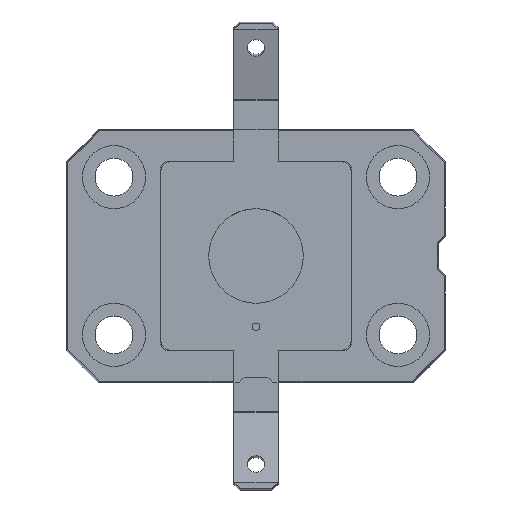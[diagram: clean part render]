
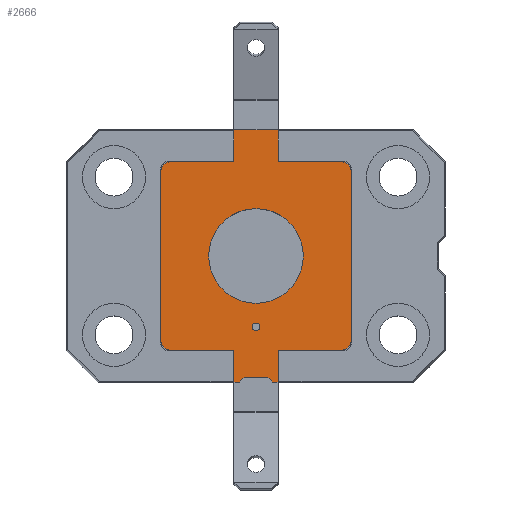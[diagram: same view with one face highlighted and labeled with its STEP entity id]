
A CAD part, top view. The second image highlights one B-rep face of the part: STEP entity #2666.
In plain terms, the highlighted planar face has unit normal (0, 0, 1).
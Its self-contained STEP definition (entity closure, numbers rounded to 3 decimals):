
#20=FACE_BOUND('',#348,.T.);
#21=FACE_BOUND('',#349,.T.);
#81=CIRCLE('',#2798,0.7);
#84=CIRCLE('',#2802,0.7);
#85=CIRCLE('',#2805,0.7);
#93=CIRCLE('',#2815,0.25);
#95=CIRCLE('',#2819,3.);
#98=CIRCLE('',#2825,0.7);
#211=FACE_OUTER_BOUND('',#347,.T.);
#347=EDGE_LOOP('',(#1778,#1779,#1780,#1781,#1782,#1783,#1784,#1785,#1786,
#1787,#1788,#1789,#1790,#1791,#1792,#1793,#1794,#1795,#1796,#1797,#1798,
#1799,#1800,#1801));
#348=EDGE_LOOP('',(#1802));
#349=EDGE_LOOP('',(#1803));
#503=LINE('',#3869,#776);
#509=LINE('',#3888,#782);
#512=LINE('',#3895,#785);
#513=LINE('',#3897,#786);
#514=LINE('',#3898,#787);
#517=LINE('',#3904,#790);
#520=LINE('',#3911,#793);
#521=LINE('',#3913,#794);
#522=LINE('',#3914,#795);
#525=LINE('',#3919,#798);
#528=LINE('',#3924,#801);
#531=LINE('',#3930,#804);
#534=LINE('',#3936,#807);
#537=LINE('',#3942,#810);
#540=LINE('',#3948,#813);
#543=LINE('',#3954,#816);
#546=LINE('',#3960,#819);
#547=LINE('',#3962,#820);
#549=LINE('',#3966,#822);
#550=LINE('',#3967,#823);
#776=VECTOR('',#3109,10.);
#782=VECTOR('',#3123,10.);
#785=VECTOR('',#3128,10.);
#786=VECTOR('',#3129,10.);
#787=VECTOR('',#3130,10.);
#790=VECTOR('',#3135,10.);
#793=VECTOR('',#3140,10.);
#794=VECTOR('',#3141,10.);
#795=VECTOR('',#3142,10.);
#798=VECTOR('',#3147,10.);
#801=VECTOR('',#3152,10.);
#804=VECTOR('',#3157,10.);
#807=VECTOR('',#3162,10.);
#810=VECTOR('',#3167,10.);
#813=VECTOR('',#3172,10.);
#816=VECTOR('',#3177,10.);
#819=VECTOR('',#3182,10.);
#820=VECTOR('',#3185,10.);
#822=VECTOR('',#3191,10.);
#823=VECTOR('',#3192,10.);
#1030=VERTEX_POINT('',#3784);
#1031=VERTEX_POINT('',#3788);
#1034=VERTEX_POINT('',#3795);
#1037=VERTEX_POINT('',#3803);
#1040=VERTEX_POINT('',#3813);
#1041=VERTEX_POINT('',#3817);
#1055=VERTEX_POINT('',#3848);
#1057=VERTEX_POINT('',#3855);
#1061=VERTEX_POINT('',#3868);
#1062=VERTEX_POINT('',#3872);
#1064=VERTEX_POINT('',#3878);
#1067=VERTEX_POINT('',#3886);
#1069=VERTEX_POINT('',#3892);
#1070=VERTEX_POINT('',#3894);
#1071=VERTEX_POINT('',#3896);
#1073=VERTEX_POINT('',#3902);
#1075=VERTEX_POINT('',#3908);
#1076=VERTEX_POINT('',#3910);
#1077=VERTEX_POINT('',#3912);
#1079=VERTEX_POINT('',#3922);
#1081=VERTEX_POINT('',#3928);
#1083=VERTEX_POINT('',#3934);
#1085=VERTEX_POINT('',#3940);
#1087=VERTEX_POINT('',#3946);
#1089=VERTEX_POINT('',#3952);
#1091=VERTEX_POINT('',#3958);
#1277=EDGE_CURVE('',#1030,#1031,#81,.T.);
#1284=EDGE_CURVE('',#1037,#1034,#84,.T.);
#1289=EDGE_CURVE('',#1040,#1041,#85,.T.);
#1304=EDGE_CURVE('',#1055,#1055,#93,.T.);
#1307=EDGE_CURVE('',#1057,#1057,#95,.T.);
#1314=EDGE_CURVE('',#1031,#1061,#503,.T.);
#1319=EDGE_CURVE('',#1064,#1062,#98,.T.);
#1323=EDGE_CURVE('',#1067,#1064,#509,.T.);
#1326=EDGE_CURVE('',#1069,#1070,#512,.T.);
#1327=EDGE_CURVE('',#1070,#1071,#513,.T.);
#1328=EDGE_CURVE('',#1071,#1067,#514,.T.);
#1331=EDGE_CURVE('',#1073,#1069,#517,.T.);
#1334=EDGE_CURVE('',#1075,#1076,#520,.T.);
#1335=EDGE_CURVE('',#1076,#1077,#521,.T.);
#1336=EDGE_CURVE('',#1077,#1073,#522,.T.);
#1339=EDGE_CURVE('',#1041,#1075,#525,.T.);
#1342=EDGE_CURVE('',#1079,#1037,#528,.T.);
#1345=EDGE_CURVE('',#1081,#1079,#531,.T.);
#1348=EDGE_CURVE('',#1083,#1081,#534,.T.);
#1351=EDGE_CURVE('',#1085,#1083,#537,.T.);
#1354=EDGE_CURVE('',#1087,#1085,#540,.T.);
#1357=EDGE_CURVE('',#1089,#1087,#543,.T.);
#1360=EDGE_CURVE('',#1091,#1089,#546,.T.);
#1361=EDGE_CURVE('',#1061,#1091,#547,.T.);
#1363=EDGE_CURVE('',#1062,#1030,#549,.T.);
#1364=EDGE_CURVE('',#1034,#1040,#550,.T.);
#1778=ORIENTED_EDGE('',*,*,#1363,.F.);
#1779=ORIENTED_EDGE('',*,*,#1319,.F.);
#1780=ORIENTED_EDGE('',*,*,#1323,.F.);
#1781=ORIENTED_EDGE('',*,*,#1328,.F.);
#1782=ORIENTED_EDGE('',*,*,#1327,.F.);
#1783=ORIENTED_EDGE('',*,*,#1326,.F.);
#1784=ORIENTED_EDGE('',*,*,#1331,.F.);
#1785=ORIENTED_EDGE('',*,*,#1336,.F.);
#1786=ORIENTED_EDGE('',*,*,#1335,.F.);
#1787=ORIENTED_EDGE('',*,*,#1334,.F.);
#1788=ORIENTED_EDGE('',*,*,#1339,.F.);
#1789=ORIENTED_EDGE('',*,*,#1289,.F.);
#1790=ORIENTED_EDGE('',*,*,#1364,.F.);
#1791=ORIENTED_EDGE('',*,*,#1284,.F.);
#1792=ORIENTED_EDGE('',*,*,#1342,.F.);
#1793=ORIENTED_EDGE('',*,*,#1345,.F.);
#1794=ORIENTED_EDGE('',*,*,#1348,.F.);
#1795=ORIENTED_EDGE('',*,*,#1351,.F.);
#1796=ORIENTED_EDGE('',*,*,#1354,.F.);
#1797=ORIENTED_EDGE('',*,*,#1357,.F.);
#1798=ORIENTED_EDGE('',*,*,#1360,.F.);
#1799=ORIENTED_EDGE('',*,*,#1361,.F.);
#1800=ORIENTED_EDGE('',*,*,#1314,.F.);
#1801=ORIENTED_EDGE('',*,*,#1277,.F.);
#1802=ORIENTED_EDGE('',*,*,#1304,.T.);
#1803=ORIENTED_EDGE('',*,*,#1307,.T.);
#2429=PLANE('',#2840);
#2666=ADVANCED_FACE('',(#211,#20,#21),#2429,.F.);
#2798=AXIS2_PLACEMENT_3D('',#3789,#3040,#3041);
#2802=AXIS2_PLACEMENT_3D('',#3805,#3051,#3052);
#2805=AXIS2_PLACEMENT_3D('',#3818,#3060,#3061);
#2815=AXIS2_PLACEMENT_3D('',#3849,#3087,#3088);
#2819=AXIS2_PLACEMENT_3D('',#3856,#3096,#3097);
#2825=AXIS2_PLACEMENT_3D('',#3880,#3116,#3117);
#2840=AXIS2_PLACEMENT_3D('',#3965,#3189,#3190);
#3040=DIRECTION('center_axis',(0.,0.,
-1.));
#3041=DIRECTION('ref_axis',(1.,0.,0.));
#3051=DIRECTION('center_axis',(0.,0.,
-1.));
#3052=DIRECTION('ref_axis',(0.,-1.,0.));
#3060=DIRECTION('center_axis',(0.,0.,
-1.));
#3061=DIRECTION('ref_axis',(-1.,0.,0.));
#3087=DIRECTION('center_axis',(0.,0.,
-1.));
#3088=DIRECTION('ref_axis',(1.,0.,0.));
#3096=DIRECTION('center_axis',(0.,0.,
-1.));
#3097=DIRECTION('ref_axis',(1.,0.,0.));
#3109=DIRECTION('',(-1.,0.,0.));
#3116=DIRECTION('center_axis',(0.,0.,
-1.));
#3117=DIRECTION('ref_axis',(0.,1.,0.));
#3123=DIRECTION('',(1.,0.,0.));
#3128=DIRECTION('',(0.,-1.,0.));
#3129=DIRECTION('',(0.,-1.,0.));
#3130=DIRECTION('',(0.,-1.,0.));
#3135=DIRECTION('',(1.,0.,0.));
#3140=DIRECTION('',(0.,1.,0.));
#3141=DIRECTION('',(0.,1.,0.));
#3142=DIRECTION('',(0.,1.,0.));
#3147=DIRECTION('',(1.,0.,0.));
#3152=DIRECTION('',(-1.,0.,0.));
#3157=DIRECTION('',(0.,1.,0.));
#3162=DIRECTION('',(-1.,0.,0.));
#3167=DIRECTION('',(-0.707,-0.707,0.));
#3172=DIRECTION('',(-1.,0.,0.));
#3177=DIRECTION('',(-0.707,0.707,0.));
#3182=DIRECTION('',(-1.,0.,0.));
#3185=DIRECTION('',(0.,-1.,0.));
#3189=DIRECTION('center_axis',(0.,0.,
-1.));
#3190=DIRECTION('ref_axis',(1.,0.,0.));
#3191=DIRECTION('',(0.,-1.,0.));
#3192=DIRECTION('',(0.,1.,0.));
#3784=CARTESIAN_POINT('',(6.037,-5.369,4.));
#3788=CARTESIAN_POINT('',(5.342,-5.985,4.));
#3789=CARTESIAN_POINT('Origin',(5.342,-5.285,4.));
#3795=CARTESIAN_POINT('',(-6.037,-5.369,4.));
#3803=CARTESIAN_POINT('',(-5.342,-5.985,4.));
#3805=CARTESIAN_POINT('Origin',(-5.342,-5.285,4.));
#3813=CARTESIAN_POINT('',(-6.037,5.369,4.));
#3817=CARTESIAN_POINT('',(-5.342,5.985,4.));
#3818=CARTESIAN_POINT('Origin',(-5.342,5.285,4.));
#3848=CARTESIAN_POINT('',(-0.25,-4.5,4.));
#3849=CARTESIAN_POINT('Origin',(0.,-4.5,4.));
#3855=CARTESIAN_POINT('',(-3.,0.,4.));
#3856=CARTESIAN_POINT('Origin',(0.,0.,
4.));
#3868=CARTESIAN_POINT('',(1.4,-5.985,4.));
#3869=CARTESIAN_POINT('',(5.342,-5.985,4.));
#3872=CARTESIAN_POINT('',(6.037,5.369,4.));
#3878=CARTESIAN_POINT('',(5.342,5.985,4.));
#3880=CARTESIAN_POINT('Origin',(5.342,5.285,4.));
#3886=CARTESIAN_POINT('',(1.4,5.985,4.));
#3888=CARTESIAN_POINT('',(1.4,5.985,4.));
#3892=CARTESIAN_POINT('',(1.4,8.,4.));
#3894=CARTESIAN_POINT('',(1.4,7.93,4.));
#3895=CARTESIAN_POINT('',(1.4,8.,4.));
#3896=CARTESIAN_POINT('',(1.4,6.,4.));
#3897=CARTESIAN_POINT('',(1.4,0.,4.));
#3898=CARTESIAN_POINT('',(1.4,8.,4.));
#3902=CARTESIAN_POINT('',(-1.4,8.,4.));
#3904=CARTESIAN_POINT('',(-1.4,8.,4.));
#3908=CARTESIAN_POINT('',(-1.4,5.985,4.));
#3910=CARTESIAN_POINT('',(-1.4,6.,4.));
#3911=CARTESIAN_POINT('',(-1.4,5.985,4.));
#3912=CARTESIAN_POINT('',(-1.4,7.93,4.));
#3913=CARTESIAN_POINT('',(-1.4,0.,4.));
#3914=CARTESIAN_POINT('',(-1.4,5.985,4.));
#3919=CARTESIAN_POINT('',(-5.342,5.985,4.));
#3922=CARTESIAN_POINT('',(-1.4,-5.985,4.));
#3924=CARTESIAN_POINT('',(-1.4,-5.985,4.));
#3928=CARTESIAN_POINT('',(-1.4,-8.,4.));
#3930=CARTESIAN_POINT('',(-1.4,-8.,4.));
#3934=CARTESIAN_POINT('',(-1.05,-8.,4.));
#3936=CARTESIAN_POINT('',(-1.05,-8.,4.));
#3940=CARTESIAN_POINT('',(-0.75,-7.7,4.));
#3942=CARTESIAN_POINT('',(-0.75,-7.7,4.));
#3946=CARTESIAN_POINT('',(0.75,-7.7,4.));
#3948=CARTESIAN_POINT('',(0.75,-7.7,4.));
#3952=CARTESIAN_POINT('',(1.05,-8.,4.));
#3954=CARTESIAN_POINT('',(1.05,-8.,4.));
#3958=CARTESIAN_POINT('',(1.4,-8.,4.));
#3960=CARTESIAN_POINT('',(1.4,-8.,4.));
#3962=CARTESIAN_POINT('',(1.4,-5.985,4.));
#3965=CARTESIAN_POINT('Origin',(0.,-0.026,
4.));
#3966=CARTESIAN_POINT('',(6.037,2.75,4.));
#3967=CARTESIAN_POINT('',(-6.037,-2.75,4.));
